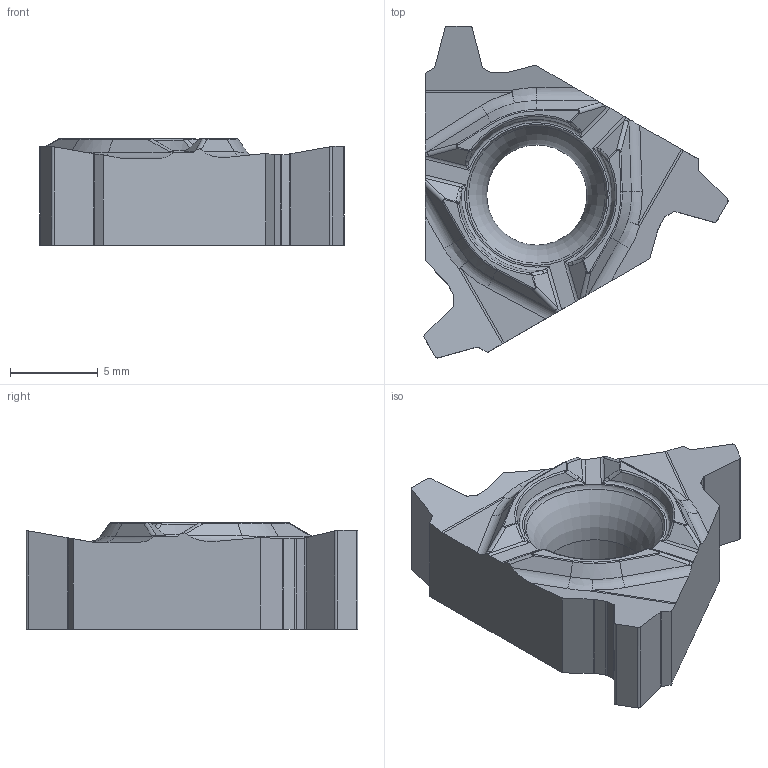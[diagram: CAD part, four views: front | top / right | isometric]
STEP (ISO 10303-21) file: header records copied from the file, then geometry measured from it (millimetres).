
FILE_DESCRIPTION(/* description */ (''),/* implementation_level */ '2;1');
FILE_NAME(/* name */ '1574846180652.stp',/* time_stamp */ '2019-11-27T14:46:30+05:00',/* author */ (''),/* organization */ ('SMS'),/* preprocessor_version */ 'ST-DEVELOPER v16.7',/* originating_system */ 'SIEMENS PLM Software NX 12.0',/* authorisation */ '');
FILE_SCHEMA (('AUTOMOTIVE_DESIGN { 1 0 10303 214 3 1 1 1 }'));
Length unit declared in the file: millimetre
Products named in the file (1): 202415471mod000_00
Bounding box: 17.29 x 18.86 x 6.05 mm (x, y, z)
Volume: 824.9 mm3; surface area: 756.9 mm2
Topology: 1 solids, 1 shells, 161 faces, 410 edges, 250 vertices
Faces by surface type: cylinder 52, plane 47, bspline 39, torus 14, cone 6, sphere 3
Full cylindrical faces by diameter (mm): 5.7 x1
Entity records: 5842 total; most frequent: CARTESIAN_POINT 2067, ORIENTED_EDGE 806, DIRECTION 771, EDGE_CURVE 403, AXIS2_PLACEMENT_3D 297, VERTEX_POINT 247, LINE 177, VECTOR 177
